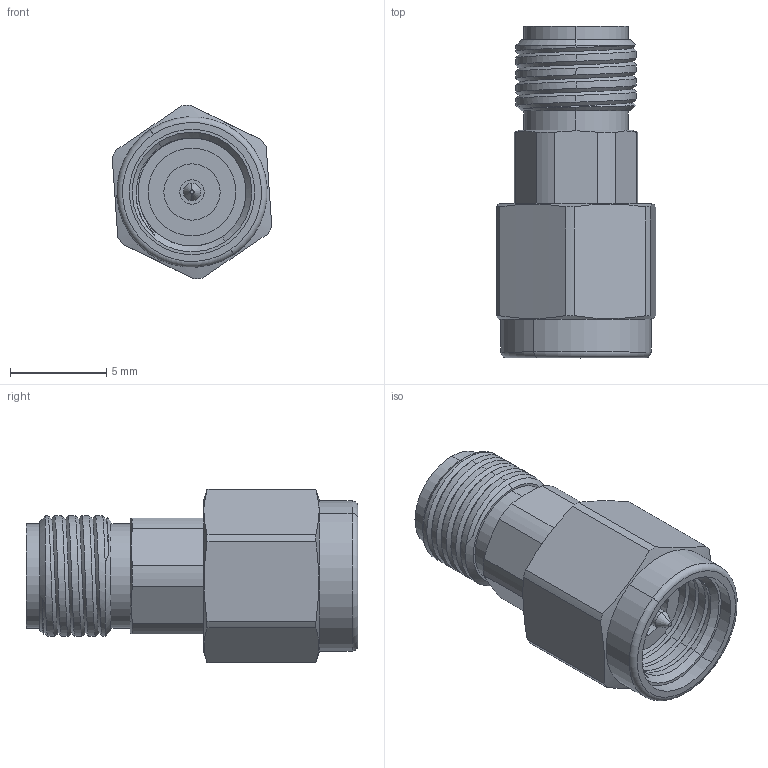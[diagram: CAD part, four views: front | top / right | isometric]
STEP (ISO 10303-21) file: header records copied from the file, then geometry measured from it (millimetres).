
FILE_DESCRIPTION (( 'STEP AP214' ), '1' );
FILE_NAME ('CA-K-9 Rev 1.0.STEP', '2023-10-24T21:29:41', ( '' ), ( '' ), 'SwSTEP 2.0', 'SolidWorks 2021', '' );
FILE_SCHEMA (( 'AUTOMOTIVE_DESIGN' ));
Length unit declared in the file: inch
Products named in the file (1): CA-K-9 Rev 1.0
Bounding box: 8.27 x 17.2 x 9 mm (x, y, z)
Volume: 543.1 mm3; surface area: 739 mm2
Topology: 1 solids, 1 shells, 112 faces, 273 edges, 175 vertices
Faces by surface type: cylinder 60, plane 32, cone 14, bspline 4, torus 2
Entity records: 7075 total; most frequent: CARTESIAN_POINT 3131, ORIENTED_EDGE 546, DIRECTION 514, EDGE_CURVE 273, AXIS2_PLACEMENT_3D 209, VERTEX_POINT 175, EDGE_LOOP 124, FACE_OUTER_BOUND 112
